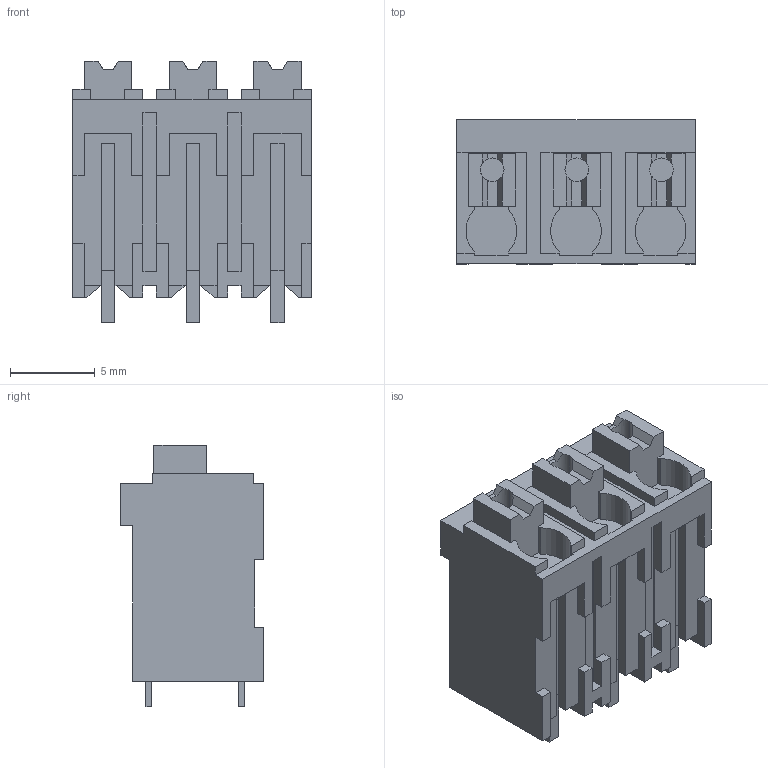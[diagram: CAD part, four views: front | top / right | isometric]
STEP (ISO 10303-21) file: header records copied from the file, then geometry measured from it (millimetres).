
FILE_DESCRIPTION(('CATIA V5 STEP Exchange','CAx-IF Rec.Pracs.--- Model Styling and Organization---1.2---2011-12-15'),'2;1');
FILE_NAME ('D1458154_0_1876030000_1876030000.stp','2018-03-20T07:49:53+00:00',('none'),('Weidmueller'),'CATIA Version 5-6 Release 2014','CATIA V5 STEP AP214','none');
FILE_SCHEMA(('AUTOMOTIVE_DESIGN { 1 0 10303 214 1 1 1 1 }'));
Length unit declared in the file: millimetre
Products named in the file (1): 1876030000 
Bounding box: 14.1 x 8.5 x 15.45 mm (x, y, z)
Volume: 1147.7 mm3; surface area: 1290 mm2
Topology: 10 solids, 10 shells, 268 faces, 733 edges, 486 vertices
Faces by surface type: plane 256, cylinder 12
Entity records: 8235 total; most frequent: CARTESIAN_POINT 1518, ORIENTED_EDGE 1466, DIRECTION 1124, EDGE_CURVE 733, VECTOR 685, LINE 685, VERTEX_POINT 486, EDGE_LOOP 269
